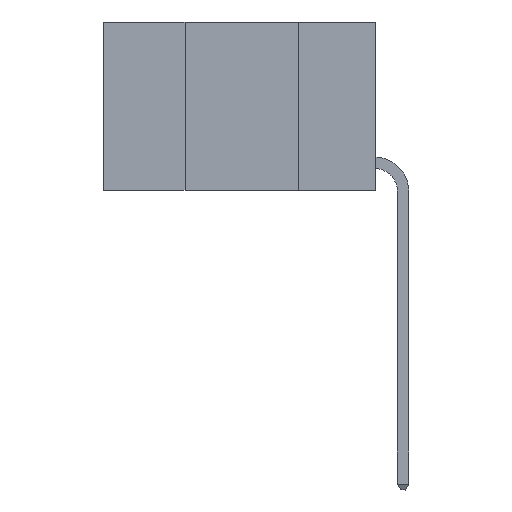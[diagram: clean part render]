
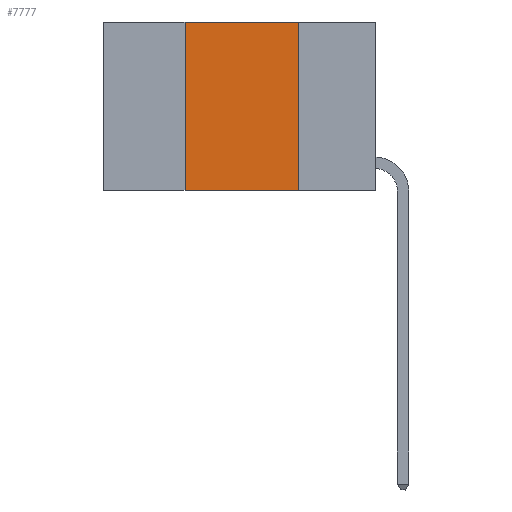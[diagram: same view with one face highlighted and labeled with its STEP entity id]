
A CAD part, left-side view. The second image highlights one B-rep face of the part: STEP entity #7777.
In plain terms, the highlighted planar face has unit normal (-1, 0, 0).
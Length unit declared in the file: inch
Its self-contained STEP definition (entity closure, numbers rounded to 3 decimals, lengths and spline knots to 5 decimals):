
#78 = PLANE ( 'NONE',  #118 ) ;
#118 = AXIS2_PLACEMENT_3D ( 'NONE', #10048, #5200, #119 ) ;
#119 = DIRECTION ( 'NONE',  ( 0., 0., -1. ) ) ;
#191 = VECTOR ( 'NONE', #8512, 39.37008 ) ;
#901 = LINE ( 'NONE', #9279, #5081 ) ;
#1118 = LINE ( 'NONE', #10338, #7209 ) ;
#1286 = ORIENTED_EDGE ( 'NONE', *, *, #5249, .T. ) ;
#1352 = DIRECTION ( 'NONE',  ( 0., 0., 1. ) ) ;
#2266 = VERTEX_POINT ( 'NONE', #9044 ) ;
#2610 = EDGE_CURVE ( 'NONE', #7125, #2266, #1118, .T. ) ;
#3828 = ORIENTED_EDGE ( 'NONE', *, *, #5923, .F. ) ;
#3907 = EDGE_CURVE ( 'NONE', #2266, #9064, #8206, .T. ) ;
#4474 = ORIENTED_EDGE ( 'NONE', *, *, #2610, .F. ) ;
#4596 = CARTESIAN_POINT ( 'NONE',  ( 0., 0.6, 0. ) ) ;
#4709 = LINE ( 'NONE', #7726, #191 ) ;
#4931 = EDGE_LOOP ( 'NONE', ( #3828, #9930, #4474, #1286 ) ) ;
#5081 = VECTOR ( 'NONE', #10084, 39.37008 ) ;
#5181 = CARTESIAN_POINT ( 'NONE',  ( 0., 0.42, -0.37 ) ) ;
#5200 = DIRECTION ( 'NONE',  ( 1., 0., 0. ) ) ;
#5249 = EDGE_CURVE ( 'NONE', #7125, #9444, #4709, .T. ) ;
#5413 = DIRECTION ( 'NONE',  ( 0., -1., 0. ) ) ;
#5923 = EDGE_CURVE ( 'NONE', #9064, #9444, #901, .T. ) ;
#5990 = VECTOR ( 'NONE', #5413, 39.37008 ) ;
#7125 = VERTEX_POINT ( 'NONE', #5181 ) ;
#7209 = VECTOR ( 'NONE', #1352, 39.37008 ) ;
#7726 = CARTESIAN_POINT ( 'NONE',  ( 0., 0.6, -0.37 ) ) ;
#7777 = ADVANCED_FACE ( 'NONE', ( #10383 ), #78, .F. ) ;
#8206 = LINE ( 'NONE', #4596, #5990 ) ;
#8512 = DIRECTION ( 'NONE',  ( 0., -1., 0. ) ) ;
#8547 = CARTESIAN_POINT ( 'NONE',  ( 0., 0.17, -0.37 ) ) ;
#9044 = CARTESIAN_POINT ( 'NONE',  ( 0., 0.42, 0. ) ) ;
#9064 = VERTEX_POINT ( 'NONE', #9750 ) ;
#9279 = CARTESIAN_POINT ( 'NONE',  ( 0., 0.17, 0. ) ) ;
#9444 = VERTEX_POINT ( 'NONE', #8547 ) ;
#9750 = CARTESIAN_POINT ( 'NONE',  ( 0., 0.17, 0. ) ) ;
#9930 = ORIENTED_EDGE ( 'NONE', *, *, #3907, .F. ) ;
#10048 = CARTESIAN_POINT ( 'NONE',  ( 0., 0.6, 0. ) ) ;
#10084 = DIRECTION ( 'NONE',  ( 0., 0., -1. ) ) ;
#10338 = CARTESIAN_POINT ( 'NONE',  ( 0., 0.42, 0. ) ) ;
#10383 = FACE_OUTER_BOUND ( 'NONE', #4931, .T. ) ;
